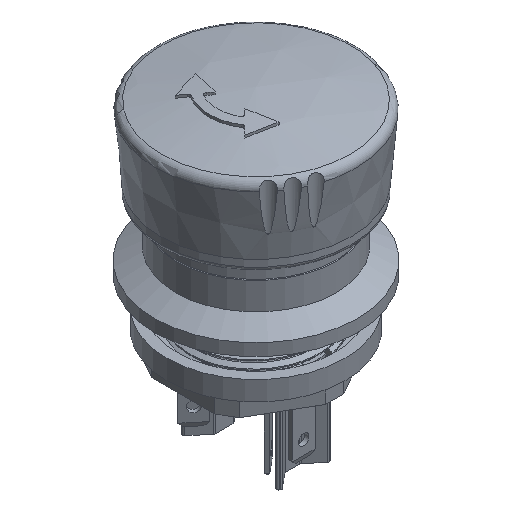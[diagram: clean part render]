
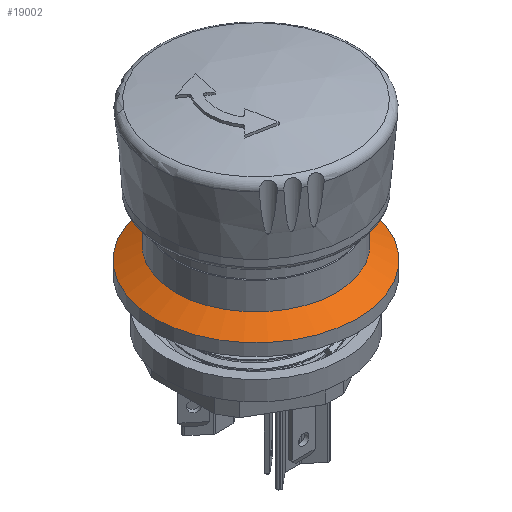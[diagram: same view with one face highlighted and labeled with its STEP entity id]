
A CAD part, isometric view. The second image highlights one B-rep face of the part: STEP entity #19002.
In plain terms, the highlighted conical face has half-angle 60 degrees and reference radius 11.213 mm.
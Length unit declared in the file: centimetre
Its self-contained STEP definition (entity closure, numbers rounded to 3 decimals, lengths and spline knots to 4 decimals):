
#5996=FACE_BOUND('',#7173,.T.);
#6124=FACE_OUTER_BOUND('',#7172,.T.);
#7172=EDGE_LOOP('',(#13404));
#7173=EDGE_LOOP('',(#13405));
#8322=CIRCLE('',#20078,1.25);
#8323=CIRCLE('',#20080,0.9925);
#8639=VERTEX_POINT('',#26649);
#8640=VERTEX_POINT('',#26652);
#10551=EDGE_CURVE('',#8639,#8639,#8322,.T.);
#10552=EDGE_CURVE('',#8640,#8640,#8323,.T.);
#13404=ORIENTED_EDGE('',*,*,#10551,.T.);
#13405=ORIENTED_EDGE('',*,*,#10552,.F.);
#18965=CONICAL_SURFACE('',#20079,1.1213,60.);
#19002=ADVANCED_FACE('',(#6124,#5996),#18965,.T.);
#20078=AXIS2_PLACEMENT_3D('',#26650,#21476,#21477);
#20079=AXIS2_PLACEMENT_3D('',#26651,#21478,#21479);
#20080=AXIS2_PLACEMENT_3D('',#26653,#21480,#21481);
#21476=DIRECTION('center_axis',(0.,0.,1.));
#21477=DIRECTION('ref_axis',(1.,0.,0.));
#21478=DIRECTION('center_axis',(0.,0.,-1.));
#21479=DIRECTION('ref_axis',(1.,0.,0.));
#21480=DIRECTION('center_axis',(0.,0.,1.));
#21481=DIRECTION('ref_axis',(1.,0.,0.));
#26649=CARTESIAN_POINT('',(1.25,0.,0.15));
#26650=CARTESIAN_POINT('Origin',(0.,0.,0.15));
#26651=CARTESIAN_POINT('Origin',(0.,0.,0.2243));
#26652=CARTESIAN_POINT('',(0.9925,0.,0.2987));
#26653=CARTESIAN_POINT('Origin',(0.,0.,0.2987));
